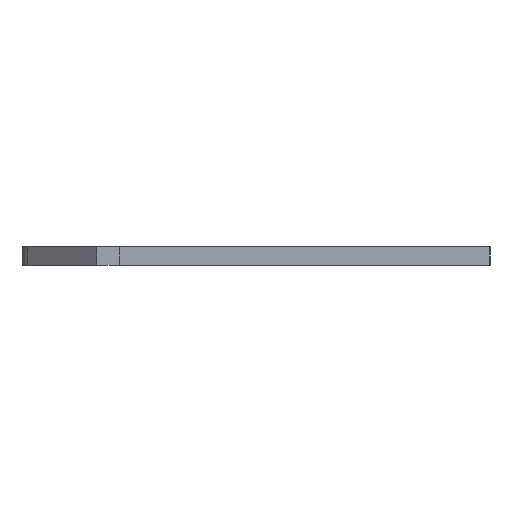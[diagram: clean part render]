
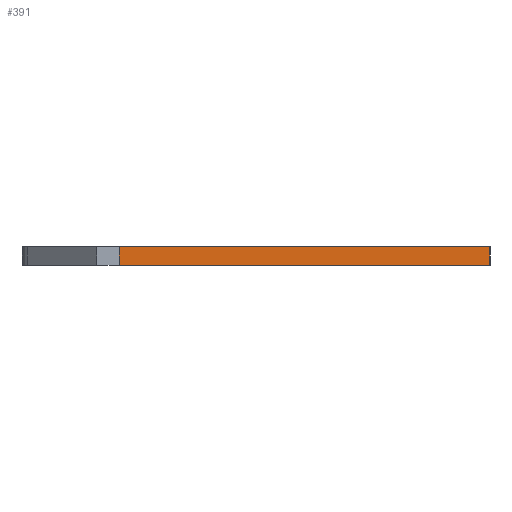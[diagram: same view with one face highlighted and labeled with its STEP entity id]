
A CAD part, left-side view. The second image highlights one B-rep face of the part: STEP entity #391.
In plain terms, the highlighted free-form (B-spline) face has degree [1, 1] with [2, 2] control points.
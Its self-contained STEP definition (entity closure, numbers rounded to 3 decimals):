
#27 = CARTESIAN_POINT ( 'NONE',  ( 98.171, -177.793, 10. ) ) ;
#58 = CARTESIAN_POINT ( 'NONE',  ( 98.171, 20.207, 10. ) ) ;
#89 = VERTEX_POINT ( 'NONE', #58 ) ;
#102 = B_SPLINE_CURVE_WITH_KNOTS ( 'NONE', 1,
 ( #27, #857 ),
 .UNSPECIFIED., .F., .F.,
 ( 2, 2 ),
 ( 0., 1. ),
 .UNSPECIFIED. ) ;
#166 = B_SPLINE_CURVE_WITH_KNOTS ( 'NONE', 1,
 ( #331, #476 ),
 .UNSPECIFIED., .F., .F.,
 ( 2, 2 ),
 ( 0., 1. ),
 .UNSPECIFIED. ) ;
#196 = CARTESIAN_POINT ( 'NONE',  ( 98.171, 20.207, 0. ) ) ;
#202 = CARTESIAN_POINT ( 'NONE',  ( 98.171, 20.207, 10. ) ) ;
#218 = EDGE_CURVE ( 'NONE', #89, #332, #166, .T. ) ;
#235 = CARTESIAN_POINT ( 'NONE',  ( 98.171, 20.207, 0. ) ) ;
#242 = EDGE_CURVE ( 'NONE', #355, #89, #820, .T. ) ;
#283 = FACE_OUTER_BOUND ( 'NONE', #964, .T. ) ;
#316 = ORIENTED_EDGE ( 'NONE', *, *, #478, .F. ) ;
#331 = CARTESIAN_POINT ( 'NONE',  ( 98.171, 20.207, 10. ) ) ;
#332 = VERTEX_POINT ( 'NONE', #235 ) ;
#340 = ORIENTED_EDGE ( 'NONE', *, *, #218, .T. ) ;
#341 = CARTESIAN_POINT ( 'NONE',  ( 98.171, -177.793, 10. ) ) ;
#355 = VERTEX_POINT ( 'NONE', #577 ) ;
#391 = ADVANCED_FACE ( 'NONE', ( #283 ), #447, .F. ) ;
#447 = B_SPLINE_SURFACE_WITH_KNOTS ( 'NONE', 1, 1, ( 
 ( #341, #202 ),
 ( #879, #196 ) ),
 .UNSPECIFIED., .F., .F., .F.,
 ( 2, 2 ),
 ( 2, 2 ),
 ( 0., 1. ),
 ( 0., 1. ),
 .UNSPECIFIED. ) ;
#476 = CARTESIAN_POINT ( 'NONE',  ( 98.171, 20.207, 0. ) ) ;
#478 = EDGE_CURVE ( 'NONE', #804, #332, #903, .T. ) ;
#492 = ORIENTED_EDGE ( 'NONE', *, *, #607, .F. ) ;
#530 = CARTESIAN_POINT ( 'NONE',  ( 98.171, 20.207, 0. ) ) ;
#543 = CARTESIAN_POINT ( 'NONE',  ( 98.171, -177.793, 10. ) ) ;
#565 = ORIENTED_EDGE ( 'NONE', *, *, #242, .T. ) ;
#577 = CARTESIAN_POINT ( 'NONE',  ( 98.171, -177.793, 10. ) ) ;
#607 = EDGE_CURVE ( 'NONE', #355, #804, #102, .T. ) ;
#651 = CARTESIAN_POINT ( 'NONE',  ( 98.171, -177.793, 0. ) ) ;
#658 = CARTESIAN_POINT ( 'NONE',  ( 98.171, -177.793, 0. ) ) ;
#692 = CARTESIAN_POINT ( 'NONE',  ( 98.171, 20.207, 10. ) ) ;
#804 = VERTEX_POINT ( 'NONE', #651 ) ;
#820 = B_SPLINE_CURVE_WITH_KNOTS ( 'NONE', 1,
 ( #543, #692 ),
 .UNSPECIFIED., .F., .F.,
 ( 2, 2 ),
 ( 0., 1. ),
 .UNSPECIFIED. ) ;
#857 = CARTESIAN_POINT ( 'NONE',  ( 98.171, -177.793, 0. ) ) ;
#879 = CARTESIAN_POINT ( 'NONE',  ( 98.171, -177.793, 0. ) ) ;
#903 = B_SPLINE_CURVE_WITH_KNOTS ( 'NONE', 1,
 ( #658, #530 ),
 .UNSPECIFIED., .F., .F.,
 ( 2, 2 ),
 ( 0., 1. ),
 .UNSPECIFIED. ) ;
#964 = EDGE_LOOP ( 'NONE', ( #492, #565, #340, #316 ) ) ;
